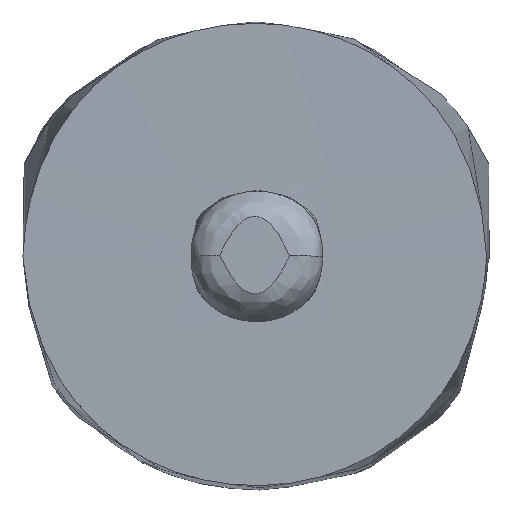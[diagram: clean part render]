
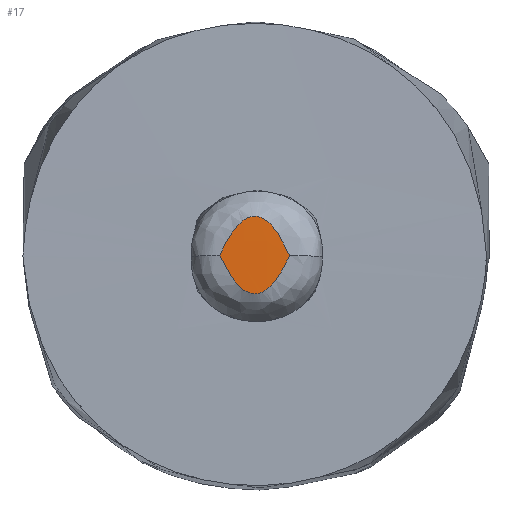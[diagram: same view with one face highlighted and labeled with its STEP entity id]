
A CAD part, top view. The second image highlights one B-rep face of the part: STEP entity #17.
In plain terms, the highlighted free-form (B-spline) face has degree [3, 3] with [4, 4] control points.
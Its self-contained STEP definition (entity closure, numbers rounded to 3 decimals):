
#17 = ADVANCED_FACE('',(#18),#32,.T.);
#18 = FACE_BOUND('',#19,.T.);
#19 = EDGE_LOOP('',(#20,#98));
#20 = ORIENTED_EDGE('',*,*,#21,.T.);
#21 = EDGE_CURVE('',#22,#24,#26,.T.);
#22 = VERTEX_POINT('',#23);
#23 = CARTESIAN_POINT('',(0.04,-0.002,
    0.992));
#24 = VERTEX_POINT('',#25);
#25 = CARTESIAN_POINT('',(-0.043,-0.002,
    0.992));
#26 = SURFACE_CURVE('',#27,(#31,#57),.PCURVE_S1.);
#27 = B_SPLINE_CURVE_WITH_KNOTS('',2,(#28,#29,#30),.UNSPECIFIED.,.F.,.F.
  ,(3,3),(0.,1.),.PIECEWISE_BEZIER_KNOTS.);
#28 = CARTESIAN_POINT('',(0.04,-0.002,
    0.992));
#29 = CARTESIAN_POINT('',(-0.001,0.091,
    0.992));
#30 = CARTESIAN_POINT('',(-0.043,-0.002,
    0.992));
#31 = PCURVE('',#32,#49);
#32 = B_SPLINE_SURFACE_WITH_KNOTS('',3,3,(
    (#33,#34,#35,#36)
    ,(#37,#38,#39,#40)
    ,(#41,#42,#43,#44)
    ,(#45,#46,#47,#48
    )),.UNSPECIFIED.,.F.,.F.,.F.,(4,4),(4,4),(0.,1.),(0.,1.),
  .PIECEWISE_BEZIER_KNOTS.);
#33 = CARTESIAN_POINT('',(-0.042,-0.043,
    0.992));
#34 = CARTESIAN_POINT('',(-0.042,-0.013,
    0.992));
#35 = CARTESIAN_POINT('',(-0.042,0.016,
    0.992));
#36 = CARTESIAN_POINT('',(-0.042,0.046,
    0.992));
#37 = CARTESIAN_POINT('',(-0.012,-0.043,
    0.992));
#38 = CARTESIAN_POINT('',(-0.012,-0.014,
    0.992));
#39 = CARTESIAN_POINT('',(-0.012,0.016,
    0.992));
#40 = CARTESIAN_POINT('',(-0.012,0.045,
    0.992));
#41 = CARTESIAN_POINT('',(0.018,-0.043,
    0.992));
#42 = CARTESIAN_POINT('',(0.018,-0.013,
    0.992));
#43 = CARTESIAN_POINT('',(0.018,0.016,
    0.993));
#44 = CARTESIAN_POINT('',(0.018,0.046,
    0.992));
#45 = CARTESIAN_POINT('',(0.048,-0.043,
    0.992));
#46 = CARTESIAN_POINT('',(0.048,-0.013,
    0.992));
#47 = CARTESIAN_POINT('',(0.048,0.016,
    0.992));
#48 = CARTESIAN_POINT('',(0.047,0.046,
    0.992));
#49 = DEFINITIONAL_REPRESENTATION('',(#50),#56);
#50 = B_SPLINE_CURVE_WITH_KNOTS('',4,(#51,#52,#53,#54,#55),
  .UNSPECIFIED.,.F.,.F.,(5,5),(0.,1.),.PIECEWISE_BEZIER_KNOTS.);
#51 = CARTESIAN_POINT('',(0.917,0.464));
#52 = CARTESIAN_POINT('',(0.687,0.99));
#53 = CARTESIAN_POINT('',(0.454,1.163));
#54 = CARTESIAN_POINT('',(0.22,0.991));
#55 = CARTESIAN_POINT('',(-0.012,0.462));
#56 = ( GEOMETRIC_REPRESENTATION_CONTEXT(2) 
PARAMETRIC_REPRESENTATION_CONTEXT() REPRESENTATION_CONTEXT('2D SPACE',''
  ) );
#57 = PCURVE('',#58,#75);
#58 = B_SPLINE_SURFACE_WITH_KNOTS('',3,3,(
    (#59,#60,#61,#62)
    ,(#63,#64,#65,#66)
    ,(#67,#68,#69,#70)
    ,(#71,#72,#73,#74
    )),.UNSPECIFIED.,.F.,.F.,.F.,(4,4),(4,4),(0.,1.),(0.,1.),
  .PIECEWISE_BEZIER_KNOTS.);
#59 = CARTESIAN_POINT('',(0.081,-0.009,
    0.958));
#60 = CARTESIAN_POINT('',(0.079,-0.009,
    0.976));
#61 = CARTESIAN_POINT('',(0.066,-0.008,
    0.991));
#62 = CARTESIAN_POINT('',(0.047,-0.011,
    0.991));
#63 = CARTESIAN_POINT('',(0.082,0.098,
    0.958));
#64 = CARTESIAN_POINT('',(0.086,0.096,
    0.975));
#65 = CARTESIAN_POINT('',(0.064,0.076,
    0.992));
#66 = CARTESIAN_POINT('',(0.051,0.054,
    0.991));
#67 = CARTESIAN_POINT('',(-0.084,0.095,
    0.958));
#68 = CARTESIAN_POINT('',(-0.087,0.096,
    0.975));
#69 = CARTESIAN_POINT('',(-0.066,0.074,
    0.99));
#70 = CARTESIAN_POINT('',(-0.052,0.052,
    0.99));
#71 = CARTESIAN_POINT('',(-0.08,-0.011,
    0.957));
#72 = CARTESIAN_POINT('',(-0.079,-0.011,
    0.975));
#73 = CARTESIAN_POINT('',(-0.066,-0.01,
    0.99));
#74 = CARTESIAN_POINT('',(-0.047,-0.012,
    0.991));
#75 = DEFINITIONAL_REPRESENTATION('',(#76),#97);
#76 = B_SPLINE_CURVE_WITH_KNOTS('',10,(#77,#78,#79,#80,#81,#82,#83,#84,
    #85,#86,#87,#88,#89,#90,#91,#92,#93,#94,#95,#96),.UNSPECIFIED.,.F.,
  .F.,(11,9,11),(0.,0.5,1.),.UNSPECIFIED.);
#77 = CARTESIAN_POINT('',(0.055,1.04));
#78 = CARTESIAN_POINT('',(0.116,1.04));
#79 = CARTESIAN_POINT('',(0.326,1.051));
#80 = CARTESIAN_POINT('',(-0.084,1.05));
#81 = CARTESIAN_POINT('',(0.803,0.811));
#82 = CARTESIAN_POINT('',(-0.007,1.702));
#83 = CARTESIAN_POINT('',(0.609,0.299));
#84 = CARTESIAN_POINT('',(0.357,1.202));
#85 = CARTESIAN_POINT('',(0.471,0.812));
#86 = CARTESIAN_POINT('',(0.481,0.86));
#87 = CARTESIAN_POINT('',(0.529,0.856));
#88 = CARTESIAN_POINT('',(0.555,0.861));
#89 = CARTESIAN_POINT('',(0.58,0.889));
#90 = CARTESIAN_POINT('',(0.606,0.938));
#91 = CARTESIAN_POINT('',(0.638,0.995));
#92 = CARTESIAN_POINT('',(0.68,1.042));
#93 = CARTESIAN_POINT('',(0.736,1.066));
#94 = CARTESIAN_POINT('',(0.804,1.061));
#95 = CARTESIAN_POINT('',(0.878,1.04));
#96 = CARTESIAN_POINT('',(0.94,1.04));
#97 = ( GEOMETRIC_REPRESENTATION_CONTEXT(2) 
PARAMETRIC_REPRESENTATION_CONTEXT() REPRESENTATION_CONTEXT('2D SPACE',''
  ) );
#98 = ORIENTED_EDGE('',*,*,#99,.T.);
#99 = EDGE_CURVE('',#24,#22,#100,.T.);
#100 = SURFACE_CURVE('',#101,(#105,#113),.PCURVE_S1.);
#101 = B_SPLINE_CURVE_WITH_KNOTS('',2,(#102,#103,#104),.UNSPECIFIED.,.F.
  ,.F.,(3,3),(0.,1.),.PIECEWISE_BEZIER_KNOTS.);
#102 = CARTESIAN_POINT('',(-0.043,-0.002,
    0.992));
#103 = CARTESIAN_POINT('',(-0.001,-0.093,
    0.992));
#104 = CARTESIAN_POINT('',(0.04,-0.002,
    0.992));
#105 = PCURVE('',#32,#106);
#106 = DEFINITIONAL_REPRESENTATION('',(#107),#112);
#107 = B_SPLINE_CURVE_WITH_KNOTS('',3,(#108,#109,#110,#111),
  .UNSPECIFIED.,.F.,.F.,(4,4),(0.,1.),.PIECEWISE_BEZIER_KNOTS.);
#108 = CARTESIAN_POINT('',(-0.012,0.462));
#109 = CARTESIAN_POINT('',(0.3,-0.228));
#110 = CARTESIAN_POINT('',(0.609,-0.225));
#111 = CARTESIAN_POINT('',(0.917,0.464));
#112 = ( GEOMETRIC_REPRESENTATION_CONTEXT(2) 
PARAMETRIC_REPRESENTATION_CONTEXT() REPRESENTATION_CONTEXT('2D SPACE',''
  ) );
#113 = PCURVE('',#114,#131);
#114 = B_SPLINE_SURFACE_WITH_KNOTS('',3,3,(
    (#115,#116,#117,#118)
    ,(#119,#120,#121,#122)
    ,(#123,#124,#125,#126)
    ,(#127,#128,#129,#130
    )),.UNSPECIFIED.,.F.,.F.,.F.,(4,4),(4,4),(0.,1.),(0.,1.),
  .PIECEWISE_BEZIER_KNOTS.);
#115 = CARTESIAN_POINT('',(-0.079,0.004,
    0.958));
#116 = CARTESIAN_POINT('',(-0.078,0.004,
    0.975));
#117 = CARTESIAN_POINT('',(-0.066,0.003,
    0.989));
#118 = CARTESIAN_POINT('',(-0.049,0.004,
    0.99));
#119 = CARTESIAN_POINT('',(-0.08,-0.099,
    0.959));
#120 = CARTESIAN_POINT('',(-0.083,-0.098,
    0.975));
#121 = CARTESIAN_POINT('',(-0.065,-0.082,
    0.99));
#122 = CARTESIAN_POINT('',(-0.051,-0.06,
    0.992));
#123 = CARTESIAN_POINT('',(0.08,-0.1,
    0.959));
#124 = CARTESIAN_POINT('',(0.083,-0.1,
    0.975));
#125 = CARTESIAN_POINT('',(0.066,-0.08,
    0.991));
#126 = CARTESIAN_POINT('',(0.051,-0.061,
    0.99));
#127 = CARTESIAN_POINT('',(0.08,0.003,
    0.958));
#128 = CARTESIAN_POINT('',(0.078,0.003,
    0.974));
#129 = CARTESIAN_POINT('',(0.066,0.002,
    0.989));
#130 = CARTESIAN_POINT('',(0.049,0.005,
    0.99));
#131 = DEFINITIONAL_REPRESENTATION('',(#132),#155);
#132 = B_SPLINE_CURVE_WITH_KNOTS('',11,(#133,#134,#135,#136,#137,#138,
    #139,#140,#141,#142,#143,#144,#145,#146,#147,#148,#149,#150,#151,
    #152,#153,#154),.UNSPECIFIED.,.F.,.F.,(12,10,12),(0.,0.5,1.),
  .UNSPECIFIED.);
#133 = CARTESIAN_POINT('',(0.036,1.045));
#134 = CARTESIAN_POINT('',(0.089,1.045));
#135 = CARTESIAN_POINT('',(0.197,1.074));
#136 = CARTESIAN_POINT('',(0.195,1.002));
#137 = CARTESIAN_POINT('',(0.24,1.019));
#138 = CARTESIAN_POINT('',(0.335,1.097));
#139 = CARTESIAN_POINT('',(0.394,1.103));
#140 = CARTESIAN_POINT('',(0.391,1.012));
#141 = CARTESIAN_POINT('',(0.399,0.936));
#142 = CARTESIAN_POINT('',(0.457,0.949));
#143 = CARTESIAN_POINT('',(0.468,0.934));
#144 = CARTESIAN_POINT('',(0.515,0.937));
#145 = CARTESIAN_POINT('',(0.587,0.919));
#146 = CARTESIAN_POINT('',(0.276,1.186));
#147 = CARTESIAN_POINT('',(1.424,0.319));
#148 = CARTESIAN_POINT('',(-0.87,2.32));
#149 = CARTESIAN_POINT('',(2.406,-0.127));
#150 = CARTESIAN_POINT('',(-0.658,1.697));
#151 = CARTESIAN_POINT('',(1.507,0.828));
#152 = CARTESIAN_POINT('',(0.607,1.08));
#153 = CARTESIAN_POINT('',(0.908,1.045));
#154 = CARTESIAN_POINT('',(0.96,1.045));
#155 = ( GEOMETRIC_REPRESENTATION_CONTEXT(2) 
PARAMETRIC_REPRESENTATION_CONTEXT() REPRESENTATION_CONTEXT('2D SPACE',''
  ) );
